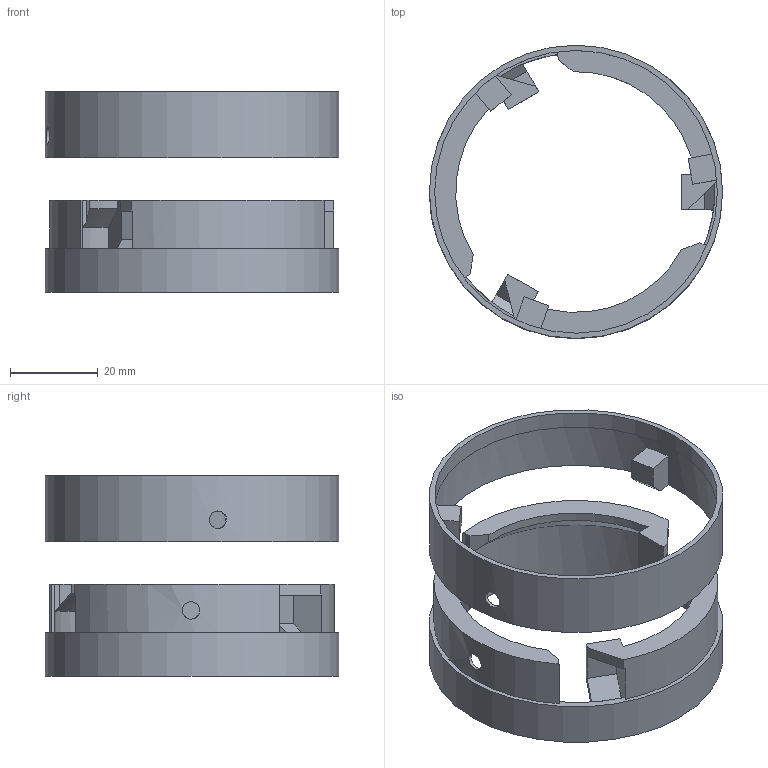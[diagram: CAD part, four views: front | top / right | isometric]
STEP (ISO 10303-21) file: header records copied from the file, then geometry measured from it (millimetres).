
FILE_DESCRIPTION(/* description */ (''),/* implementation_level */ '2;1');
FILE_NAME(/* name */ 'fbe34c47-b84d-4cd4-ab7a-bc446a9fd2d7.stp',/* time_stamp */ '2025-09-29T00:16:05Z',/* author */ (''),/* organization */ (''),/* preprocessor_version */ 'ST-DEVELOPER v20.1',/* originating_system */ 'Autodesk Translation Framework v14.17.0.0',/* authorisation */ '');
FILE_SCHEMA (('AUTOMOTIVE_DESIGN { 1 0 10303 214 3 1 1 }'));
Length unit declared in the file: millimetre
Products named in the file (3): Rocket Section Connector 4.0; Component1; Component2
Assembly tree (2 placements, depth 2):
  Rocket Section Connector 4.0
    Component1
    Component2
Bounding box: 67 x 67 x 45.71 mm (x, y, z)
Volume: 11968.8 mm3; surface area: 17622.9 mm2
Topology: 2 solids, 2 shells, 84 faces, 241 edges, 162 vertices
Faces by surface type: plane 60, cylinder 18, cone 6
Full cylindrical faces by diameter (mm): 4 x2, 63.4 x1, 64.6 x1, 65.4 x1, 67 x2
Entity records: 2963 total; most frequent: CARTESIAN_POINT 676, ORIENTED_EDGE 482, DIRECTION 446, EDGE_CURVE 241, VERTEX_POINT 162, LINE 158, VECTOR 158, AXIS2_PLACEMENT_3D 144
